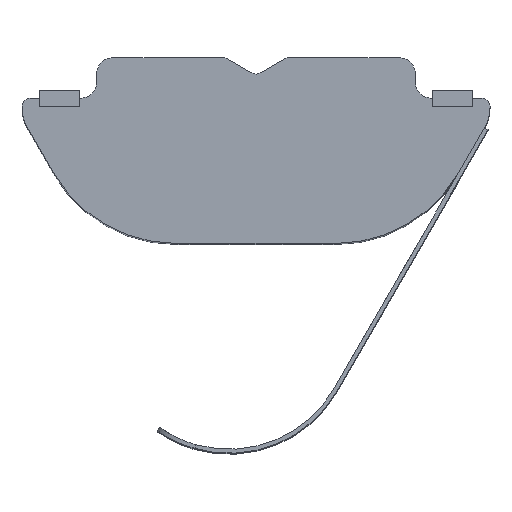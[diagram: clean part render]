
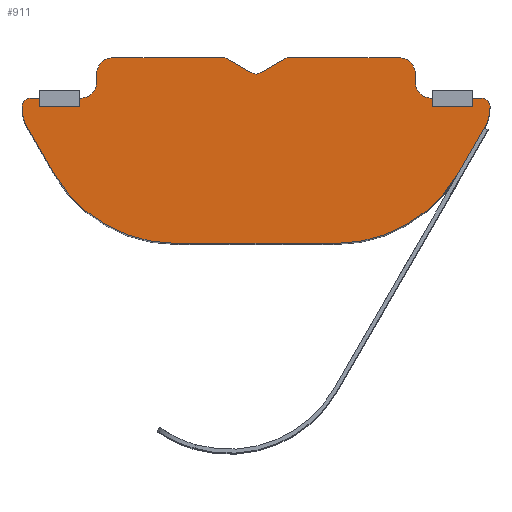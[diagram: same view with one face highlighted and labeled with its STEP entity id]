
A CAD part, top view. The second image highlights one B-rep face of the part: STEP entity #911.
In plain terms, the highlighted planar face has unit normal (0, 0, 1).
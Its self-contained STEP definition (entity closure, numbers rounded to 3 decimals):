
#260=CARTESIAN_POINT('',(-1.989,-4.6,8.0));
#261=VERTEX_POINT('',#260);
#268=CARTESIAN_POINT('',(-5.021,-2.85,8.0));
#269=VERTEX_POINT('',#268);
#270=CARTESIAN_POINT('',(-1.989,-1.1,8.0));
#271=DIRECTION('',(0.0,0.0,1.0));
#272=DIRECTION('',(1.0,0.0,0.0));
#273=AXIS2_PLACEMENT_3D('',#270,#271,#272);
#274=CIRCLE('',#273,3.5);
#275=EDGE_CURVE('',#269,#261,#274,.T.);
#309=CARTESIAN_POINT('',(1.989,-4.6,8.0));
#310=VERTEX_POINT('',#309);
#317=CARTESIAN_POINT('',(-1.989,-4.6,8.0));
#318=DIRECTION('',(1.0,0.0,0.0));
#319=VECTOR('',#318,3.979);
#320=LINE('',#317,#319);
#321=EDGE_CURVE('',#261,#310,#320,.T.);
#349=CARTESIAN_POINT('',(-3.55,0.0,8.0));
#350=VERTEX_POINT('',#349);
#357=CARTESIAN_POINT('',(-0.804,0.,8.0));
#358=VERTEX_POINT('',#357);
#359=CARTESIAN_POINT('',(-0.804,0.0,8.0));
#360=DIRECTION('',(-1.0,0.0,0.0));
#361=VECTOR('',#360,2.746);
#362=LINE('',#359,#361);
#363=EDGE_CURVE('',#358,#350,#362,.T.);
#536=CARTESIAN_POINT('',(5.021,-2.85,8.0));
#537=VERTEX_POINT('',#536);
#544=CARTESIAN_POINT('',(1.989,-1.1,8.0));
#545=DIRECTION('',(0.0,0.0,1.0));
#546=DIRECTION('',(1.0,0.0,0.0));
#547=AXIS2_PLACEMENT_3D('',#544,#545,#546);
#548=CIRCLE('',#547,3.5);
#549=EDGE_CURVE('',#310,#537,#548,.T.);
#577=CARTESIAN_POINT('',(3.95,-0.6,8.0));
#578=VERTEX_POINT('',#577);
#579=CARTESIAN_POINT('',(4.35,-1.0,8.0));
#580=VERTEX_POINT('',#579);
#581=CARTESIAN_POINT('',(4.35,-0.6,8.0));
#582=DIRECTION('',(0.0,0.0,1.0));
#583=DIRECTION('',(-0.707,-0.707,0.0));
#584=AXIS2_PLACEMENT_3D('',#581,#582,#583);
#585=CIRCLE('',#584,0.4);
#586=EDGE_CURVE('',#578,#580,#585,.T.);
#628=CARTESIAN_POINT('',(3.95,-0.4,8.0));
#629=VERTEX_POINT('',#628);
#636=CARTESIAN_POINT('',(3.95,-0.6,8.0));
#637=DIRECTION('',(0.0,1.0,0.0));
#638=VECTOR('',#637,0.2);
#639=LINE('',#636,#638);
#640=EDGE_CURVE('',#578,#629,#639,.T.);
#659=CARTESIAN_POINT('',(3.55,0.,8.0));
#660=VERTEX_POINT('',#659);
#667=CARTESIAN_POINT('',(3.55,-0.4,8.0));
#668=DIRECTION('',(0.0,0.0,-1.0));
#669=DIRECTION('',(0.707,0.707,0.0));
#670=AXIS2_PLACEMENT_3D('',#667,#668,#669);
#671=CIRCLE('',#670,0.4);
#672=EDGE_CURVE('',#660,#629,#671,.T.);
#678=CARTESIAN_POINT('',(-5.8,-1.0,8.0));
#679=DIRECTION('',(0.0,0.0,1.0));
#680=DIRECTION('',(1.0,0.0,0.0));
#681=AXIS2_PLACEMENT_3D('',#678,#679,#680);
#682=PLANE('',#681);
#683=ORIENTED_EDGE('',*,*,#672,.F.);
#684=CARTESIAN_POINT('',(0.804,0.,8.0));
#685=VERTEX_POINT('',#684);
#686=CARTESIAN_POINT('',(3.55,0.,8.0));
#687=DIRECTION('',(-1.0,0.0,0.0));
#688=VECTOR('',#687,2.746);
#689=LINE('',#686,#688);
#690=EDGE_CURVE('',#660,#685,#689,.T.);
#691=ORIENTED_EDGE('',*,*,#690,.T.);
#692=CARTESIAN_POINT('',(0.704,-0.027,8.0));
#693=VERTEX_POINT('',#692);
#694=CARTESIAN_POINT('',(0.804,-0.2,8.0));
#695=DIRECTION('',(0.0,0.0,1.0));
#696=DIRECTION('',(1.0,0.0,0.0));
#697=AXIS2_PLACEMENT_3D('',#694,#695,#696);
#698=CIRCLE('',#697,0.2);
#699=EDGE_CURVE('',#685,#693,#698,.T.);
#700=ORIENTED_EDGE('',*,*,#699,.T.);
#701=CARTESIAN_POINT('',(0.1,-0.375,8.0));
#702=VERTEX_POINT('',#701);
#703=CARTESIAN_POINT('',(0.704,-0.027,8.0));
#704=DIRECTION('',(-0.866,-0.5,0.0));
#705=VECTOR('',#704,0.697);
#706=LINE('',#703,#705);
#707=EDGE_CURVE('',#693,#702,#706,.T.);
#708=ORIENTED_EDGE('',*,*,#707,.T.);
#709=CARTESIAN_POINT('',(-0.1,-0.375,8.0));
#710=VERTEX_POINT('',#709);
#711=CARTESIAN_POINT('',(0.,-0.202,8.0));
#712=DIRECTION('',(0.0,0.0,-1.0));
#713=DIRECTION('',(1.0,0.0,0.0));
#714=AXIS2_PLACEMENT_3D('',#711,#712,#713);
#715=CIRCLE('',#714,0.2);
#716=EDGE_CURVE('',#702,#710,#715,.T.);
#717=ORIENTED_EDGE('',*,*,#716,.T.);
#718=CARTESIAN_POINT('',(-0.704,-0.027,8.0));
#719=VERTEX_POINT('',#718);
#720=CARTESIAN_POINT('',(-0.1,-0.375,8.0));
#721=DIRECTION('',(-0.866,0.5,0.0));
#722=VECTOR('',#721,0.697);
#723=LINE('',#720,#722);
#724=EDGE_CURVE('',#710,#719,#723,.T.);
#725=ORIENTED_EDGE('',*,*,#724,.T.);
#726=CARTESIAN_POINT('',(-0.804,-0.2,8.0));
#727=DIRECTION('',(0.0,0.0,1.0));
#728=DIRECTION('',(1.0,0.0,0.0));
#729=AXIS2_PLACEMENT_3D('',#726,#727,#728);
#730=CIRCLE('',#729,0.2);
#731=EDGE_CURVE('',#719,#358,#730,.T.);
#732=ORIENTED_EDGE('',*,*,#731,.T.);
#733=ORIENTED_EDGE('',*,*,#363,.T.);
#734=CARTESIAN_POINT('',(-3.95,-0.4,8.0));
#735=VERTEX_POINT('',#734);
#736=CARTESIAN_POINT('',(-3.55,-0.4,8.0));
#737=DIRECTION('',(0.0,0.0,-1.0));
#738=DIRECTION('',(-0.707,0.707,0.0));
#739=AXIS2_PLACEMENT_3D('',#736,#737,#738);
#740=CIRCLE('',#739,0.4);
#741=EDGE_CURVE('',#735,#350,#740,.T.);
#742=ORIENTED_EDGE('',*,*,#741,.F.);
#743=CARTESIAN_POINT('',(-3.95,-0.6,8.0));
#744=VERTEX_POINT('',#743);
#745=CARTESIAN_POINT('',(-3.95,-0.4,8.0));
#746=DIRECTION('',(0.0,-1.0,0.0));
#747=VECTOR('',#746,0.2);
#748=LINE('',#745,#747);
#749=EDGE_CURVE('',#735,#744,#748,.T.);
#750=ORIENTED_EDGE('',*,*,#749,.T.);
#751=CARTESIAN_POINT('',(-4.35,-1.0,8.0));
#752=VERTEX_POINT('',#751);
#753=CARTESIAN_POINT('',(-4.35,-0.6,8.0));
#754=DIRECTION('',(0.0,0.0,1.0));
#755=DIRECTION('',(0.707,-0.707,0.0));
#756=AXIS2_PLACEMENT_3D('',#753,#754,#755);
#757=CIRCLE('',#756,0.4);
#758=EDGE_CURVE('',#744,#752,#757,.F.);
#759=ORIENTED_EDGE('',*,*,#758,.T.);
#760=CARTESIAN_POINT('',(-4.375,-1.0,8.0));
#761=VERTEX_POINT('',#760);
#762=CARTESIAN_POINT('',(-4.35,-1.0,8.0));
#763=DIRECTION('',(-1.0,0.0,0.0));
#764=VECTOR('',#763,0.025);
#765=LINE('',#762,#764);
#766=EDGE_CURVE('',#752,#761,#765,.T.);
#767=ORIENTED_EDGE('',*,*,#766,.T.);
#768=CARTESIAN_POINT('',(-4.375,-1.2,8.0));
#769=VERTEX_POINT('',#768);
#770=CARTESIAN_POINT('',(-4.375,-1.2,8.0));
#771=DIRECTION('',(0.0,1.0,0.0));
#772=VECTOR('',#771,0.2);
#773=LINE('',#770,#772);
#774=EDGE_CURVE('',#769,#761,#773,.T.);
#775=ORIENTED_EDGE('',*,*,#774,.F.);
#776=CARTESIAN_POINT('',(-5.375,-1.2,8.0));
#777=VERTEX_POINT('',#776);
#778=CARTESIAN_POINT('',(-5.375,-1.2,8.0));
#779=DIRECTION('',(1.0,0.0,0.0));
#780=VECTOR('',#779,1.0);
#781=LINE('',#778,#780);
#782=EDGE_CURVE('',#777,#769,#781,.T.);
#783=ORIENTED_EDGE('',*,*,#782,.F.);
#784=CARTESIAN_POINT('',(-5.375,-1.0,8.0));
#785=VERTEX_POINT('',#784);
#786=CARTESIAN_POINT('',(-5.375,-1.2,8.0));
#787=DIRECTION('',(0.0,1.0,0.0));
#788=VECTOR('',#787,0.2);
#789=LINE('',#786,#788);
#790=EDGE_CURVE('',#777,#785,#789,.T.);
#791=ORIENTED_EDGE('',*,*,#790,.T.);
#792=CARTESIAN_POINT('',(-5.6,-1.0,8.0));
#793=VERTEX_POINT('',#792);
#794=CARTESIAN_POINT('',(-5.375,-1.0,8.0));
#795=DIRECTION('',(-1.0,0.0,0.0));
#796=VECTOR('',#795,0.225);
#797=LINE('',#794,#796);
#798=EDGE_CURVE('',#785,#793,#797,.T.);
#799=ORIENTED_EDGE('',*,*,#798,.T.);
#800=CARTESIAN_POINT('',(-5.8,-1.2,8.0));
#801=VERTEX_POINT('',#800);
#802=CARTESIAN_POINT('',(-5.6,-1.2,8.0));
#803=DIRECTION('',(0.0,0.0,1.0));
#804=DIRECTION('',(1.0,0.0,0.0));
#805=AXIS2_PLACEMENT_3D('',#802,#803,#804);
#806=CIRCLE('',#805,0.2);
#807=EDGE_CURVE('',#793,#801,#806,.T.);
#808=ORIENTED_EDGE('',*,*,#807,.T.);
#809=CARTESIAN_POINT('',(-5.8,-1.232,8.0));
#810=VERTEX_POINT('',#809);
#811=CARTESIAN_POINT('',(-5.8,-1.2,8.0));
#812=DIRECTION('',(0.0,-1.0,0.0));
#813=VECTOR('',#812,0.032);
#814=LINE('',#811,#813);
#815=EDGE_CURVE('',#801,#810,#814,.T.);
#816=ORIENTED_EDGE('',*,*,#815,.T.);
#817=CARTESIAN_POINT('',(-5.666,-1.732,8.0));
#818=VERTEX_POINT('',#817);
#819=CARTESIAN_POINT('',(-4.8,-1.232,8.0));
#820=DIRECTION('',(0.0,0.0,1.0));
#821=DIRECTION('',(1.0,0.0,0.0));
#822=AXIS2_PLACEMENT_3D('',#819,#820,#821);
#823=CIRCLE('',#822,1.0);
#824=EDGE_CURVE('',#810,#818,#823,.T.);
#825=ORIENTED_EDGE('',*,*,#824,.T.);
#826=CARTESIAN_POINT('',(-5.666,-1.732,8.0));
#827=DIRECTION('',(0.5,-0.866,0.0));
#828=VECTOR('',#827,1.291);
#829=LINE('',#826,#828);
#830=EDGE_CURVE('',#818,#269,#829,.T.);
#831=ORIENTED_EDGE('',*,*,#830,.T.);
#832=ORIENTED_EDGE('',*,*,#275,.T.);
#833=ORIENTED_EDGE('',*,*,#321,.T.);
#834=ORIENTED_EDGE('',*,*,#549,.T.);
#835=CARTESIAN_POINT('',(5.666,-1.732,8.0));
#836=VERTEX_POINT('',#835);
#837=CARTESIAN_POINT('',(5.021,-2.85,8.0));
#838=DIRECTION('',(0.5,0.866,0.0));
#839=VECTOR('',#838,1.291);
#840=LINE('',#837,#839);
#841=EDGE_CURVE('',#537,#836,#840,.T.);
#842=ORIENTED_EDGE('',*,*,#841,.T.);
#843=CARTESIAN_POINT('',(5.8,-1.232,8.0));
#844=VERTEX_POINT('',#843);
#845=CARTESIAN_POINT('',(4.8,-1.232,8.0));
#846=DIRECTION('',(0.0,0.0,1.0));
#847=DIRECTION('',(1.0,0.0,0.0));
#848=AXIS2_PLACEMENT_3D('',#845,#846,#847);
#849=CIRCLE('',#848,1.0);
#850=EDGE_CURVE('',#836,#844,#849,.T.);
#851=ORIENTED_EDGE('',*,*,#850,.T.);
#852=CARTESIAN_POINT('',(5.8,-1.2,8.0));
#853=VERTEX_POINT('',#852);
#854=CARTESIAN_POINT('',(5.8,-1.232,8.0));
#855=DIRECTION('',(0.0,1.0,0.0));
#856=VECTOR('',#855,0.032);
#857=LINE('',#854,#856);
#858=EDGE_CURVE('',#844,#853,#857,.T.);
#859=ORIENTED_EDGE('',*,*,#858,.T.);
#860=CARTESIAN_POINT('',(5.6,-1.0,8.0));
#861=VERTEX_POINT('',#860);
#862=CARTESIAN_POINT('',(5.6,-1.2,8.0));
#863=DIRECTION('',(0.0,0.0,1.0));
#864=DIRECTION('',(1.0,0.0,0.0));
#865=AXIS2_PLACEMENT_3D('',#862,#863,#864);
#866=CIRCLE('',#865,0.2);
#867=EDGE_CURVE('',#853,#861,#866,.T.);
#868=ORIENTED_EDGE('',*,*,#867,.T.);
#869=CARTESIAN_POINT('',(5.375,-1.0,8.0));
#870=VERTEX_POINT('',#869);
#871=CARTESIAN_POINT('',(5.6,-1.0,8.0));
#872=DIRECTION('',(-1.0,0.0,0.0));
#873=VECTOR('',#872,0.225);
#874=LINE('',#871,#873);
#875=EDGE_CURVE('',#861,#870,#874,.T.);
#876=ORIENTED_EDGE('',*,*,#875,.T.);
#877=CARTESIAN_POINT('',(5.375,-1.2,8.0));
#878=VERTEX_POINT('',#877);
#879=CARTESIAN_POINT('',(5.375,-1.2,8.0));
#880=DIRECTION('',(0.0,1.0,0.0));
#881=VECTOR('',#880,0.2);
#882=LINE('',#879,#881);
#883=EDGE_CURVE('',#878,#870,#882,.T.);
#884=ORIENTED_EDGE('',*,*,#883,.F.);
#885=CARTESIAN_POINT('',(4.375,-1.2,8.0));
#886=VERTEX_POINT('',#885);
#887=CARTESIAN_POINT('',(4.375,-1.2,8.0));
#888=DIRECTION('',(1.0,0.0,0.0));
#889=VECTOR('',#888,1.0);
#890=LINE('',#887,#889);
#891=EDGE_CURVE('',#886,#878,#890,.T.);
#892=ORIENTED_EDGE('',*,*,#891,.F.);
#893=CARTESIAN_POINT('',(4.375,-1.0,8.0));
#894=VERTEX_POINT('',#893);
#895=CARTESIAN_POINT('',(4.375,-1.2,8.0));
#896=DIRECTION('',(0.0,1.0,0.0));
#897=VECTOR('',#896,0.2);
#898=LINE('',#895,#897);
#899=EDGE_CURVE('',#886,#894,#898,.T.);
#900=ORIENTED_EDGE('',*,*,#899,.T.);
#901=CARTESIAN_POINT('',(4.375,-1.0,8.0));
#902=DIRECTION('',(-1.0,0.0,0.0));
#903=VECTOR('',#902,0.025);
#904=LINE('',#901,#903);
#905=EDGE_CURVE('',#894,#580,#904,.T.);
#906=ORIENTED_EDGE('',*,*,#905,.T.);
#907=ORIENTED_EDGE('',*,*,#586,.F.);
#908=ORIENTED_EDGE('',*,*,#640,.T.);
#909=EDGE_LOOP('',(#683,#691,#700,#708,#717,#725,#732,#733,#742,#750,#759,#767,#775,#783,#791,#799,#808,#816,#825,#831,#832,#833,#834,#842,#851,#859,#868,#876,#884,#892,#900,#906,#907,#908));
#910=FACE_OUTER_BOUND('',#909,.T.);
#911=ADVANCED_FACE('',(#910),#682,.T.);
